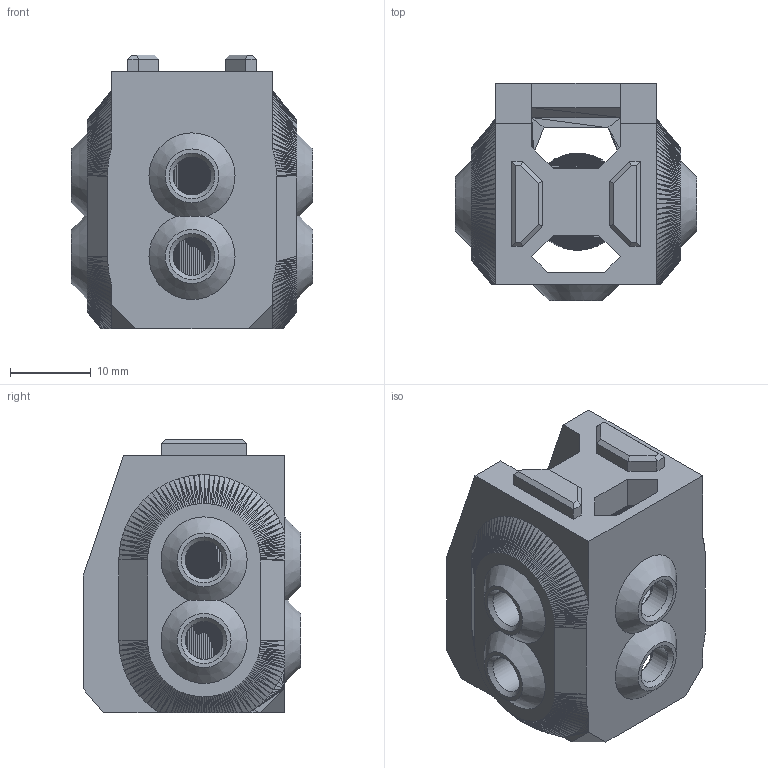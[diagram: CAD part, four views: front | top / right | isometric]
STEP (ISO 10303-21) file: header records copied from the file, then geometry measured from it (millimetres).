
FILE_DESCRIPTION(/* description */ (''),/* implementation_level */ '2;1');
FILE_NAME(/* name */ '11 X-axis idler base v7.step',/* time_stamp */ '2022-11-13T02:58:43-06:00',/* author */ (''),/* organization */ (''),/* preprocessor_version */ 'ST-DEVELOPER v19.2',/* originating_system */ 'Autodesk Translation Framework v11.17.0.187',/* authorisation */ '');
FILE_SCHEMA (('AUTOMOTIVE_DESIGN { 1 0 10303 214 3 1 1 }'));
Length unit declared in the file: millimetre
Products named in the file (1): 11 X-axis idler base
Bounding box: 30 x 27 x 34 mm (x, y, z)
Volume: 9487.1 mm3; surface area: 8172.1 mm2
Topology: 2 solids, 3 shells, 1986 faces, 3544 edges, 1563 vertices
Faces by surface type: plane 1966, cone 14, cylinder 6
Full cylindrical faces by diameter (mm): 4.7 x6
Entity records: 44076 total; most frequent: DIRECTION 7677, CARTESIAN_POINT 7109, ORIENTED_EDGE 7088, EDGE_CURVE 3544, LINE 3379, VECTOR 3379, AXIS2_PLACEMENT_3D 2149, EDGE_LOOP 2001
